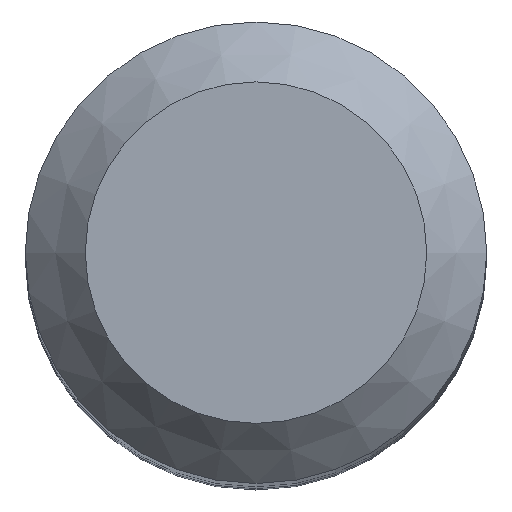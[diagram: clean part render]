
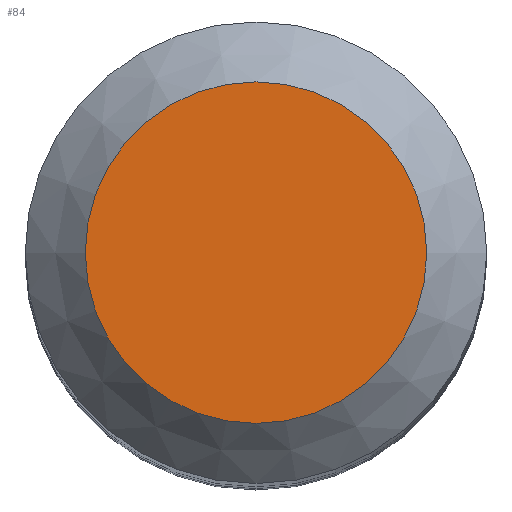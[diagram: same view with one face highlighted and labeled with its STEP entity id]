
A CAD part, top view. The second image highlights one B-rep face of the part: STEP entity #84.
In plain terms, the highlighted planar face has unit normal (0, 0, 1).
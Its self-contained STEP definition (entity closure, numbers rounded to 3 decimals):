
#84=ADVANCED_FACE('',(#100),#96,.T.);
#96=PLANE('',#241);
#100=FACE_OUTER_BOUND('',#109,.T.);
#109=EDGE_LOOP('',(#135));
#135=ORIENTED_EDGE('',*,*,#172,.F.);
#158=VERTEX_POINT('',#371);
#172=EDGE_CURVE('',#158,#158,#185,.T.);
#185=CIRCLE('',#240,3.7);
#240=AXIS2_PLACEMENT_3D('',#370,#284,#285);
#241=AXIS2_PLACEMENT_3D('',#372,#286,#287);
#284=DIRECTION('',(0.,0.,-1.));
#285=DIRECTION('',(1.,0.,0.));
#286=DIRECTION('',(0.,0.,1.));
#287=DIRECTION('',(-1.,0.,0.));
#370=CARTESIAN_POINT('',(0.,0.,0.));
#371=CARTESIAN_POINT('',(3.7,0.,0.));
#372=CARTESIAN_POINT('',(3.7,0.,0.));
